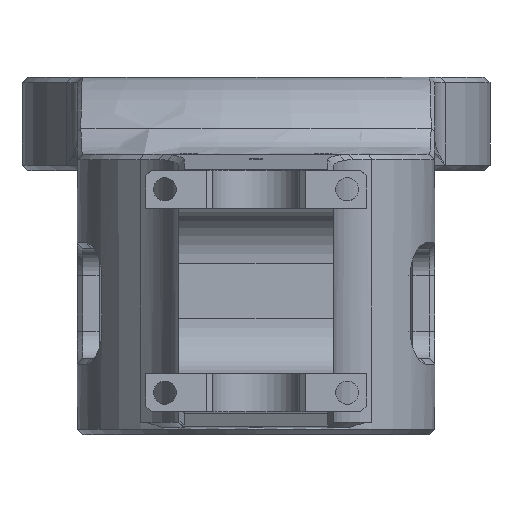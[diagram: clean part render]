
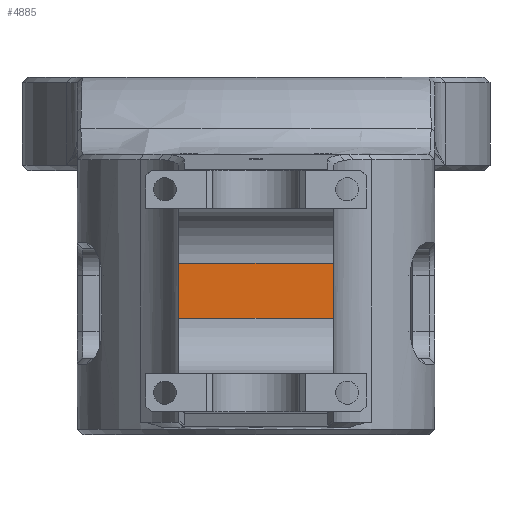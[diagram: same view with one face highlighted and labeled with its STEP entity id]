
A CAD part, front view. The second image highlights one B-rep face of the part: STEP entity #4885.
In plain terms, the highlighted planar face has unit normal (0, -1, 0).
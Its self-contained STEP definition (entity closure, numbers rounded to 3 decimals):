
#398 = FACE_OUTER_BOUND ( 'NONE', #9340, .T. ) ;
#893 = LINE ( 'NONE', #10943, #23456 ) ;
#2643 = DIRECTION ( 'NONE',  ( -1., 0., 0. ) ) ;
#2692 = CARTESIAN_POINT ( 'NONE',  ( -14., -264., -14.35 ) ) ;
#4852 = VECTOR ( 'NONE', #25407, 1000. ) ;
#4885 = ADVANCED_FACE ( 'NONE', ( #398 ), #8734, .F. ) ;
#8734 = PLANE ( 'NONE',  #19153 ) ;
#9336 = LINE ( 'NONE', #23122, #4852 ) ;
#9340 = EDGE_LOOP ( 'NONE', ( #10383, #21218, #14318, #18985 ) ) ;
#10383 = ORIENTED_EDGE ( 'NONE', *, *, #14075, .T. ) ;
#10556 = LINE ( 'NONE', #20717, #11528 ) ;
#10593 = CARTESIAN_POINT ( 'NONE',  ( -23., -264., -4.35 ) ) ;
#10796 = VECTOR ( 'NONE', #24573, 1000. ) ;
#10943 = CARTESIAN_POINT ( 'NONE',  ( 14., -264., -4.35 ) ) ;
#11528 = VECTOR ( 'NONE', #2643, 1000. ) ;
#12858 = DIRECTION ( 'NONE',  ( 0., 1., 0. ) ) ;
#12952 = DIRECTION ( 'NONE',  ( 0., 0., 1. ) ) ;
#14075 = EDGE_CURVE ( 'NONE', #14717, #24765, #20137, .T. ) ;
#14318 = ORIENTED_EDGE ( 'NONE', *, *, #19182, .T. ) ;
#14717 = VERTEX_POINT ( 'NONE', #2692 ) ;
#15490 = VERTEX_POINT ( 'NONE', #21333 ) ;
#18564 = CARTESIAN_POINT ( 'NONE',  ( -14., -264., -24.35 ) ) ;
#18615 = DIRECTION ( 'NONE',  ( 0., 0., 1. ) ) ;
#18985 = ORIENTED_EDGE ( 'NONE', *, *, #19988, .T. ) ;
#19153 = AXIS2_PLACEMENT_3D ( 'NONE', #10593, #12858, #18615 ) ;
#19182 = EDGE_CURVE ( 'NONE', #25718, #15490, #893, .T. ) ;
#19988 = EDGE_CURVE ( 'NONE', #15490, #14717, #10556, .T. ) ;
#20137 = LINE ( 'NONE', #22676, #10796 ) ;
#20717 = CARTESIAN_POINT ( 'NONE',  ( -14., -264., -14.35 ) ) ;
#21218 = ORIENTED_EDGE ( 'NONE', *, *, #24969, .T. ) ;
#21333 = CARTESIAN_POINT ( 'NONE',  ( 14., -264., -14.35 ) ) ;
#22676 = CARTESIAN_POINT ( 'NONE',  ( -14., -264., -45.5 ) ) ;
#23122 = CARTESIAN_POINT ( 'NONE',  ( 14., -264., -24.35 ) ) ;
#23456 = VECTOR ( 'NONE', #12952, 1000. ) ;
#24573 = DIRECTION ( 'NONE',  ( 0., 0., -1. ) ) ;
#24765 = VERTEX_POINT ( 'NONE', #18564 ) ;
#24969 = EDGE_CURVE ( 'NONE', #24765, #25718, #9336, .T. ) ;
#25407 = DIRECTION ( 'NONE',  ( 1., 0., 0. ) ) ;
#25559 = CARTESIAN_POINT ( 'NONE',  ( 14., -264., -24.35 ) ) ;
#25718 = VERTEX_POINT ( 'NONE', #25559 ) ;
